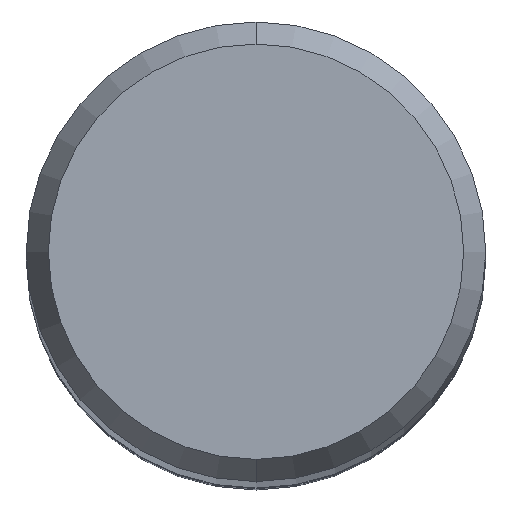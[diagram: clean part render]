
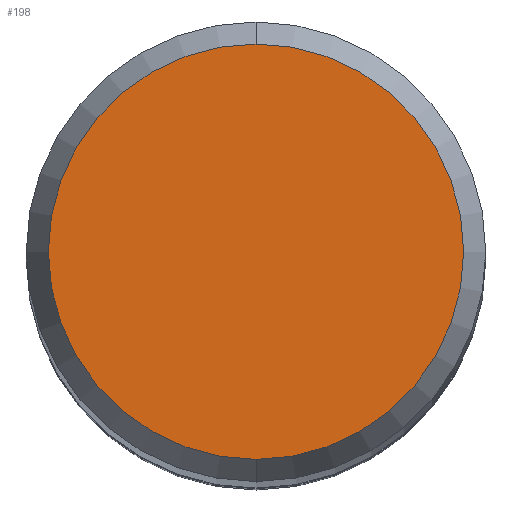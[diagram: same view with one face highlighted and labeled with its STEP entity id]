
A CAD part, top view. The second image highlights one B-rep face of the part: STEP entity #198.
In plain terms, the highlighted planar face has unit normal (0, 0, 1).
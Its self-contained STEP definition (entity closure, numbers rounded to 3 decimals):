
#198=ADVANCED_FACE('',(#511),#512,.T.);
#206=VERTEX_POINT('',#521);
#232=EDGE_CURVE('',#206,#368,#553,.T.);
#250=EDGE_CURVE('',#368,#206,#571,.T.);
#368=VERTEX_POINT('',#701);
#511=FACE_OUTER_BOUND('',#884,.T.);
#512=PLANE('',#885);
#521=CARTESIAN_POINT('',(0.0,2.152,0.0));
#553=CIRCLE('',#970,2.152);
#571=CIRCLE('',#1039,2.152);
#701=CARTESIAN_POINT('',(0.,-2.152,0.0));
#884=EDGE_LOOP('',(#1479,#1480));
#885=AXIS2_PLACEMENT_3D('',#1481,#1482,#1483);
#970=AXIS2_PLACEMENT_3D('',#1547,#1548,#1549);
#1039=AXIS2_PLACEMENT_3D('',#1554,#1555,#1556);
#1479=ORIENTED_EDGE('',*,*,#232,.F.);
#1480=ORIENTED_EDGE('',*,*,#250,.F.);
#1481=CARTESIAN_POINT('',(0.0,1.076,0.0));
#1482=DIRECTION('',(-0.0,0.0,1.0));
#1483=DIRECTION('',(0.0,-1.0,0.0));
#1547=CARTESIAN_POINT('',(0.0,0.0,0.0));
#1548=DIRECTION('',(0.0,0.0,-1.0));
#1549=DIRECTION('',(0.0,1.0,0.0));
#1554=CARTESIAN_POINT('',(0.0,0.0,0.0));
#1555=DIRECTION('',(0.0,0.0,-1.0));
#1556=DIRECTION('',(0.0,1.0,0.0));
